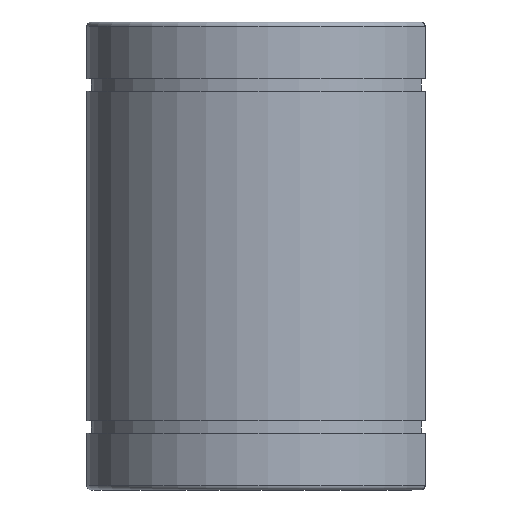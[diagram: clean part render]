
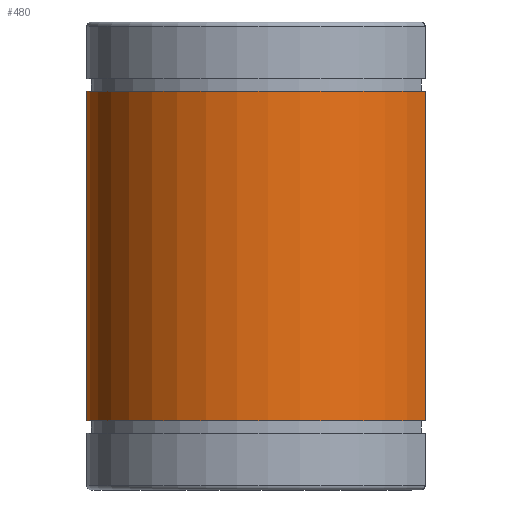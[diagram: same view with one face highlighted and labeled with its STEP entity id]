
A CAD part, left-side view. The second image highlights one B-rep face of the part: STEP entity #480.
In plain terms, the highlighted cylindrical face has radius 31 mm (diameter 62 mm), a partial arc.
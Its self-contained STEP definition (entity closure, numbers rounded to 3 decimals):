
#48 = ORIENTED_EDGE ( 'NONE', *, *, #515, .T. ) ;
#49 = ORIENTED_EDGE ( 'NONE', *, *, #517, .T. ) ;
#50 = EDGE_LOOP ( 'NONE', ( #68, #49, #48, #53 ) ) ;
#53 = ORIENTED_EDGE ( 'NONE', *, *, #523, .T. ) ;
#68 = ORIENTED_EDGE ( 'NONE', *, *, #518, .F. ) ;
#99 = CARTESIAN_POINT ( 'NONE',  ( 15.5, -26.847, -28.15 ) ) ;
#100 = CARTESIAN_POINT ( 'NONE',  ( -15.5, -26.847, -28.15 ) ) ;
#107 = VERTEX_POINT ( 'NONE', #139 ) ;
#109 = VERTEX_POINT ( 'NONE', #100 ) ;
#110 = VERTEX_POINT ( 'NONE', #143 ) ;
#111 = VERTEX_POINT ( 'NONE', #99 ) ;
#139 = CARTESIAN_POINT ( 'NONE',  ( 15.5, -26.847, 28.15 ) ) ;
#143 = CARTESIAN_POINT ( 'NONE',  ( -15.5, -26.847, 28.15 ) ) ;
#199 = DIRECTION ( 'NONE',  ( 1., 0., 0. ) ) ;
#200 = DIRECTION ( 'NONE',  ( 0., 0., 1. ) ) ;
#201 = CARTESIAN_POINT ( 'NONE',  ( 0., 0., 40. ) ) ;
#353 = CARTESIAN_POINT ( 'NONE',  ( 0., 0., -28.15 ) ) ;
#356 = DIRECTION ( 'NONE',  ( 0., 0., 1. ) ) ;
#357 = DIRECTION ( 'NONE',  ( 1., 0., 0. ) ) ;
#358 = CARTESIAN_POINT ( 'NONE',  ( 0., 0., 28.15 ) ) ;
#360 = CARTESIAN_POINT ( 'NONE',  ( 15.5, -26.847, 40. ) ) ;
#361 = DIRECTION ( 'NONE',  ( 0., 0., -1. ) ) ;
#363 = DIRECTION ( 'NONE',  ( 0., 0., 1. ) ) ;
#364 = DIRECTION ( 'NONE',  ( 1., 0., 0. ) ) ;
#370 = CARTESIAN_POINT ( 'NONE',  ( -15.5, -26.847, 40. ) ) ;
#377 = DIRECTION ( 'NONE',  ( 0., 0., 1. ) ) ;
#480 = ADVANCED_FACE ( 'NONE', ( #669 ), #675, .T. ) ;
#515 = EDGE_CURVE ( 'NONE', #111, #109, #765, .T. ) ;
#517 = EDGE_CURVE ( 'NONE', #107, #111, #766, .T. ) ;
#518 = EDGE_CURVE ( 'NONE', #107, #110, #769, .T. ) ;
#523 = EDGE_CURVE ( 'NONE', #109, #110, #775, .T. ) ;
#564 = AXIS2_PLACEMENT_3D ( 'NONE', #201, #200, #199 ) ;
#593 = AXIS2_PLACEMENT_3D ( 'NONE', #358, #363, #364 ) ;
#603 = AXIS2_PLACEMENT_3D ( 'NONE', #353, #356, #357 ) ;
#669 = FACE_OUTER_BOUND ( 'NONE', #50, .T. ) ;
#675 = CYLINDRICAL_SURFACE ( 'NONE', #564, 31. ) ;
#759 = VECTOR ( 'NONE', #377, 1000. ) ;
#765 = CIRCLE ( 'NONE', #603, 31. ) ;
#766 = LINE ( 'NONE', #360, #767 ) ;
#767 = VECTOR ( 'NONE', #361, 1000. ) ;
#769 = CIRCLE ( 'NONE', #593, 31. ) ;
#775 = LINE ( 'NONE', #370, #759 ) ;
